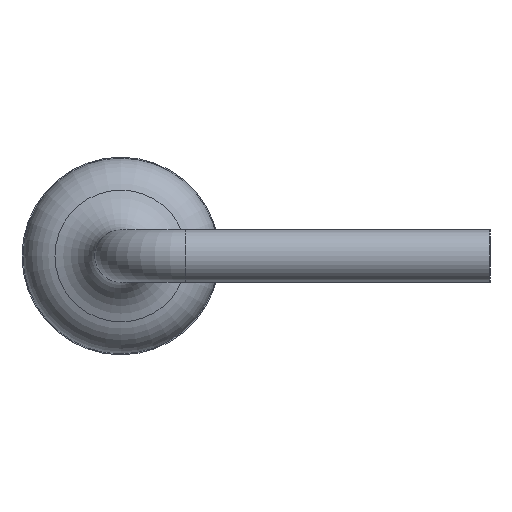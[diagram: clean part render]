
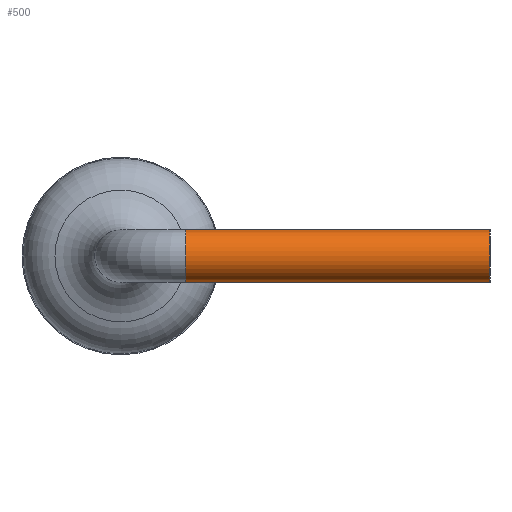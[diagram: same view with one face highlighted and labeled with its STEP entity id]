
A CAD part, left-side view. The second image highlights one B-rep face of the part: STEP entity #500.
In plain terms, the highlighted cylindrical face has radius 0.305 mm (diameter 0.61 mm), a full revolution.
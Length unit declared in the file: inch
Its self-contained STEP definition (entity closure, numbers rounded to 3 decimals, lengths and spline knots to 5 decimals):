
#44=LINE('',#925,#57);
#57=VECTOR('',#774,0.012);
#70=CYLINDRICAL_SURFACE('',#598,0.012);
#93=FACE_OUTER_BOUND('',#126,.T.);
#126=EDGE_LOOP('',(#411,#412,#413,#414,#415));
#194=CIRCLE('',#596,0.012);
#195=CIRCLE('',#597,0.012);
#196=CIRCLE('',#599,0.012);
#236=VERTEX_POINT('',#917);
#237=VERTEX_POINT('',#919);
#238=VERTEX_POINT('',#923);
#300=EDGE_CURVE('',#236,#237,#194,.T.);
#301=EDGE_CURVE('',#237,#236,#195,.T.);
#302=EDGE_CURVE('',#238,#238,#196,.T.);
#303=EDGE_CURVE('',#238,#237,#44,.T.);
#411=ORIENTED_EDGE('',*,*,#302,.T.);
#412=ORIENTED_EDGE('',*,*,#303,.T.);
#413=ORIENTED_EDGE('',*,*,#300,.F.);
#414=ORIENTED_EDGE('',*,*,#301,.F.);
#415=ORIENTED_EDGE('',*,*,#303,.F.);
#500=ADVANCED_FACE('',(#93),#70,.T.);
#596=AXIS2_PLACEMENT_3D('',#920,#766,#767);
#597=AXIS2_PLACEMENT_3D('',#921,#768,#769);
#598=AXIS2_PLACEMENT_3D('',#922,#770,#771);
#599=AXIS2_PLACEMENT_3D('',#924,#772,#773);
#766=DIRECTION('center_axis',(0.,1.,0.));
#767=DIRECTION('ref_axis',(-1.,0.,0.));
#768=DIRECTION('center_axis',(0.,1.,0.));
#769=DIRECTION('ref_axis',(-1.,0.,0.));
#770=DIRECTION('center_axis',(0.,-1.,0.));
#771=DIRECTION('ref_axis',(0.,0.,-1.));
#772=DIRECTION('center_axis',(0.,1.,0.));
#773=DIRECTION('ref_axis',(0.,0.,-1.));
#774=DIRECTION('',(0.,1.,0.));
#917=CARTESIAN_POINT('',(0.012,0.04,0.));
#919=CARTESIAN_POINT('',(0.,0.04,0.012));
#920=CARTESIAN_POINT('Origin',(0.,0.04,0.));
#921=CARTESIAN_POINT('Origin',(0.,0.04,0.));
#922=CARTESIAN_POINT('Origin',(0.,0.04,0.));
#923=CARTESIAN_POINT('',(0.,-0.1,0.012));
#924=CARTESIAN_POINT('Origin',(0.,-0.1,0.));
#925=CARTESIAN_POINT('',(0.,0.04,0.012));
